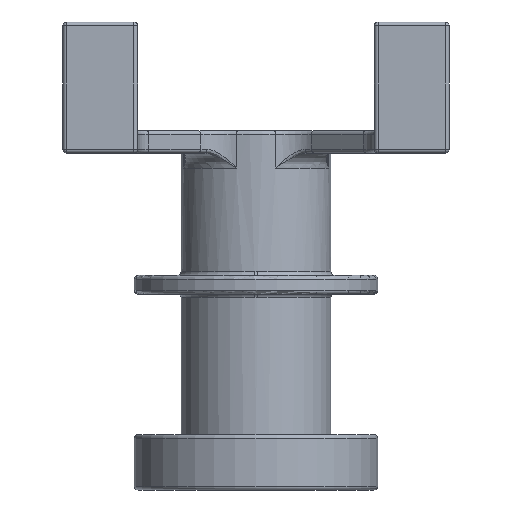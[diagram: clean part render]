
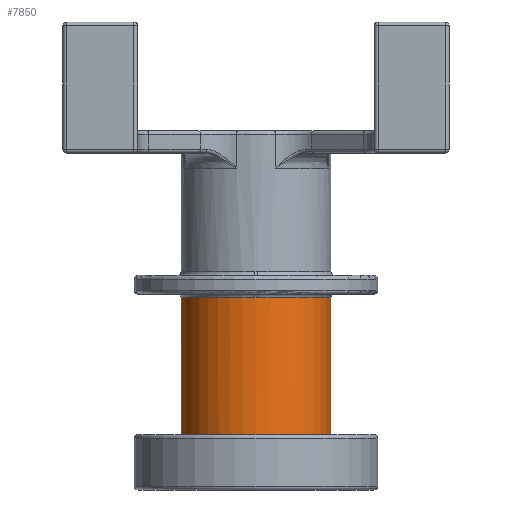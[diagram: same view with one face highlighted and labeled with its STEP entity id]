
A CAD part, front view. The second image highlights one B-rep face of the part: STEP entity #7850.
In plain terms, the highlighted cylindrical face has radius 12.7 mm (diameter 25.4 mm), a partial arc.
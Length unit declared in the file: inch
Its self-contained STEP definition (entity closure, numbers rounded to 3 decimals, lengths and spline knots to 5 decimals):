
#22 = CARTESIAN_POINT ( 'NONE',  ( 1.29329, 0.78997, -0.967 ) ) ;
#237 = VERTEX_POINT ( 'NONE', #5761 ) ;
#323 = DIRECTION ( 'NONE',  ( 1., 0., 0. ) ) ;
#352 = LINE ( 'NONE', #4110, #5487 ) ;
#462 = CARTESIAN_POINT ( 'NONE',  ( 0.79, 1.29, -0.96695 ) ) ;
#482 = B_SPLINE_CURVE_WITH_KNOTS ( 'NONE', 3,
 ( #3336, #22, #3363, #8037 ),
 .UNSPECIFIED., .F., .F.,
 ( 4, 4 ),
 ( 0., 0.0005 ),
 .UNSPECIFIED. ) ;
#571 = VECTOR ( 'NONE', #8098, 39.37008 ) ;
#646 = B_SPLINE_CURVE_WITH_KNOTS ( 'NONE', 3,
 ( #4244, #2890, #4928, #924 ),
 .UNSPECIFIED., .F., .F.,
 ( 4, 4 ),
 ( 0.00025, 0.0005 ),
 .UNSPECIFIED. ) ;
#652 = DIRECTION ( 'NONE',  ( 1., 0., 0. ) ) ;
#659 = DIRECTION ( 'NONE',  ( 0., 0., -1. ) ) ;
#785 = CARTESIAN_POINT ( 'NONE',  ( 1.79, 1.29, 0. ) ) ;
#851 = AXIS2_PLACEMENT_3D ( 'NONE', #5004, #5655, #323 ) ;
#924 = CARTESIAN_POINT ( 'NONE',  ( 1.7899, 1.28014, -0.967 ) ) ;
#959 = ORIENTED_EDGE ( 'NONE', *, *, #1212, .F. ) ;
#1040 = ORIENTED_EDGE ( 'NONE', *, *, #3537, .T. ) ;
#1212 = EDGE_CURVE ( 'NONE', #7030, #3200, #5897, .T. ) ;
#1485 = CARTESIAN_POINT ( 'NONE',  ( 0.7901, 1.28014, -0.967 ) ) ;
#1716 = CARTESIAN_POINT ( 'NONE',  ( 1.29986, 0.7901, -0.967 ) ) ;
#1806 = CARTESIAN_POINT ( 'NONE',  ( 1.29, 1.29, -0.967 ) ) ;
#2443 = CARTESIAN_POINT ( 'NONE',  ( 0.79003, 1.28343, -0.967 ) ) ;
#2470 = DIRECTION ( 'NONE',  ( 1., 0., 0. ) ) ;
#2575 = CIRCLE ( 'NONE', #5972, 0.5 ) ;
#2671 = ORIENTED_EDGE ( 'NONE', *, *, #6801, .T. ) ;
#2890 = CARTESIAN_POINT ( 'NONE',  ( 1.79, 1.28671, -0.96695 ) ) ;
#2897 = CARTESIAN_POINT ( 'NONE',  ( 0.79, 1.29, -0.96695 ) ) ;
#3061 = ORIENTED_EDGE ( 'NONE', *, *, #7761, .T. ) ;
#3200 = VERTEX_POINT ( 'NONE', #4493 ) ;
#3218 = CARTESIAN_POINT ( 'NONE',  ( 1.79, 1.29, -0.96695 ) ) ;
#3336 = CARTESIAN_POINT ( 'NONE',  ( 1.29986, 0.7901, -0.967 ) ) ;
#3363 = CARTESIAN_POINT ( 'NONE',  ( 1.28671, 0.78997, -0.967 ) ) ;
#3537 = EDGE_CURVE ( 'NONE', #7900, #237, #482, .T. ) ;
#3636 = EDGE_CURVE ( 'NONE', #3200, #3760, #352, .T. ) ;
#3644 = VERTEX_POINT ( 'NONE', #1485 ) ;
#3760 = VERTEX_POINT ( 'NONE', #2897 ) ;
#3825 = ORIENTED_EDGE ( 'NONE', *, *, #8479, .T. ) ;
#4110 = CARTESIAN_POINT ( 'NONE',  ( 0.79, 1.29, 0. ) ) ;
#4244 = CARTESIAN_POINT ( 'NONE',  ( 1.79, 1.29, -0.96695 ) ) ;
#4396 = B_SPLINE_CURVE_WITH_KNOTS ( 'NONE', 3,
 ( #7097, #2443, #4474, #462 ),
 .UNSPECIFIED., .F., .F.,
 ( 4, 4 ),
 ( 0., 0.00025 ),
 .UNSPECIFIED. ) ;
#4474 = CARTESIAN_POINT ( 'NONE',  ( 0.79, 1.28671, -0.96695 ) ) ;
#4493 = CARTESIAN_POINT ( 'NONE',  ( 0.79, 1.29, -1.88 ) ) ;
#4556 = FACE_OUTER_BOUND ( 'NONE', #5037, .T. ) ;
#4666 = DIRECTION ( 'NONE',  ( 0., 0., -1. ) ) ;
#4677 = CARTESIAN_POINT ( 'NONE',  ( 1.29, 1.29, -1.88 ) ) ;
#4928 = CARTESIAN_POINT ( 'NONE',  ( 1.78997, 1.28343, -0.967 ) ) ;
#5004 = CARTESIAN_POINT ( 'NONE',  ( 1.29, 1.29, 0. ) ) ;
#5037 = EDGE_LOOP ( 'NONE', ( #6554, #959, #7763, #3061, #5229, #1040, #3825, #2671 ) ) ;
#5229 = ORIENTED_EDGE ( 'NONE', *, *, #5652, .T. ) ;
#5349 = DIRECTION ( 'NONE',  ( -1., 0., 0. ) ) ;
#5487 = VECTOR ( 'NONE', #7422, 39.37008 ) ;
#5652 = EDGE_CURVE ( 'NONE', #6966, #7900, #2575, .T. ) ;
#5655 = DIRECTION ( 'NONE',  ( 0., 0., 1. ) ) ;
#5761 = CARTESIAN_POINT ( 'NONE',  ( 1.28014, 0.7901, -0.967 ) ) ;
#5897 = CIRCLE ( 'NONE', #6350, 0.5 ) ;
#5957 = CARTESIAN_POINT ( 'NONE',  ( 1.79, 1.29, -1.88 ) ) ;
#5972 = AXIS2_PLACEMENT_3D ( 'NONE', #8663, #4666, #652 ) ;
#6350 = AXIS2_PLACEMENT_3D ( 'NONE', #4677, #659, #5349 ) ;
#6459 = DIRECTION ( 'NONE',  ( 0., 0., -1. ) ) ;
#6554 = ORIENTED_EDGE ( 'NONE', *, *, #3636, .F. ) ;
#6619 = EDGE_CURVE ( 'NONE', #7030, #6933, #7659, .T. ) ;
#6801 = EDGE_CURVE ( 'NONE', #3644, #3760, #4396, .T. ) ;
#6933 = VERTEX_POINT ( 'NONE', #3218 ) ;
#6966 = VERTEX_POINT ( 'NONE', #7231 ) ;
#7019 = CIRCLE ( 'NONE', #8110, 0.5 ) ;
#7030 = VERTEX_POINT ( 'NONE', #5957 ) ;
#7097 = CARTESIAN_POINT ( 'NONE',  ( 0.7901, 1.28014, -0.967 ) ) ;
#7231 = CARTESIAN_POINT ( 'NONE',  ( 1.7899, 1.28014, -0.967 ) ) ;
#7422 = DIRECTION ( 'NONE',  ( 0., 0., 1. ) ) ;
#7659 = LINE ( 'NONE', #785, #571 ) ;
#7662 = CYLINDRICAL_SURFACE ( 'NONE', #851, 0.5 ) ;
#7761 = EDGE_CURVE ( 'NONE', #6933, #6966, #646, .T. ) ;
#7763 = ORIENTED_EDGE ( 'NONE', *, *, #6619, .T. ) ;
#7850 = ADVANCED_FACE ( 'NONE', ( #4556 ), #7662, .T. ) ;
#7900 = VERTEX_POINT ( 'NONE', #1716 ) ;
#8037 = CARTESIAN_POINT ( 'NONE',  ( 1.28014, 0.7901, -0.967 ) ) ;
#8098 = DIRECTION ( 'NONE',  ( 0., 0., 1. ) ) ;
#8110 = AXIS2_PLACEMENT_3D ( 'NONE', #1806, #6459, #2470 ) ;
#8479 = EDGE_CURVE ( 'NONE', #237, #3644, #7019, .T. ) ;
#8663 = CARTESIAN_POINT ( 'NONE',  ( 1.29, 1.29, -0.967 ) ) ;
